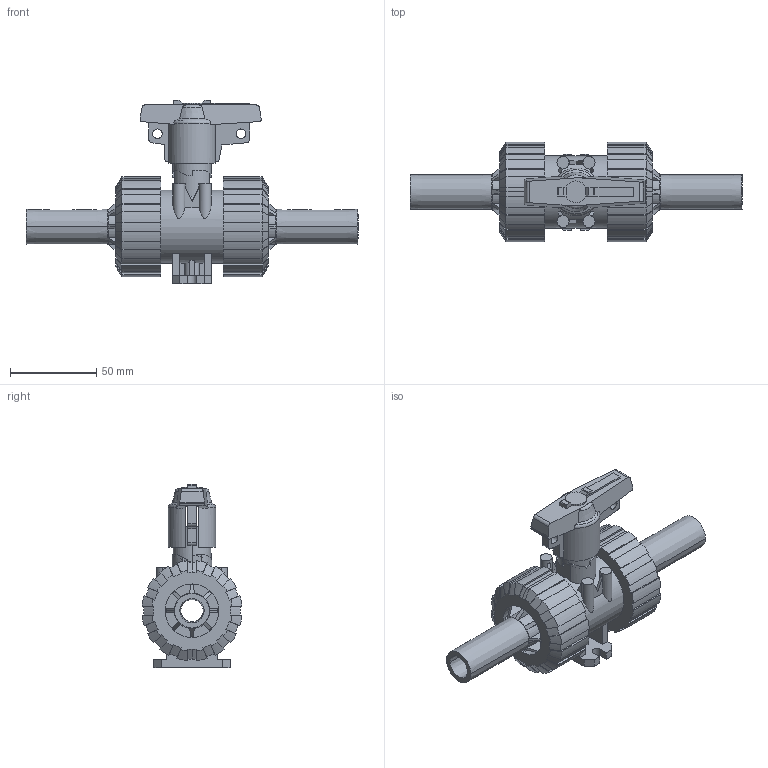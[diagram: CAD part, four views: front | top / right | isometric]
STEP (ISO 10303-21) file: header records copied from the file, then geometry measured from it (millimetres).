
FILE_DESCRIPTION(('STEP AP214'),'1');
FILE_NAME('cctmp_A7F9BB35-7959-475F-9CB7-731E4AAF23A3_2021_10_21_08_15_51_0089..stp','2021-10-21T06:15:51',('Praher Valves GmbH'),('CADClick - www.CADClick.com'),'Spatial InterOp 3D',' ','unknown authorization');
FILE_SCHEMA(('AUTOMOTIVE_DESIGN'));
Length unit declared in the file: millimetre
Products named in the file (7): cc_unnamed; 210547_5; 210547_4; 210547_3; 210547_2; 210547_1; 210547
Assembly tree (6 placements, depth 2):
  cc_unnamed
    210547_5
    210547_4
    210547_3
    210547_2
    210547_1
    210547
Bounding box: 192 x 57.78 x 106.17 mm (x, y, z)
Volume: 218153.2 mm3; surface area: 73456.1 mm2
Topology: 6 solids, 6 shells, 509 faces, 1460 edges, 968 vertices
Faces by surface type: plane 243, cylinder 138, cone 120, torus 8
Entity records: 21703 total; most frequent: CARTESIAN_POINT 4253, ORIENTED_EDGE 2920, DIRECTION 2724, EDGE_CURVE 1460, AXIS2_PLACEMENT_3D 1004, VERTEX_POINT 968, LINE 716, VECTOR 716
